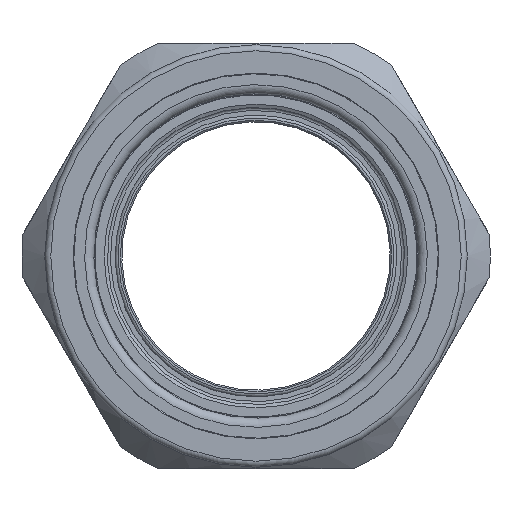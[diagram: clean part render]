
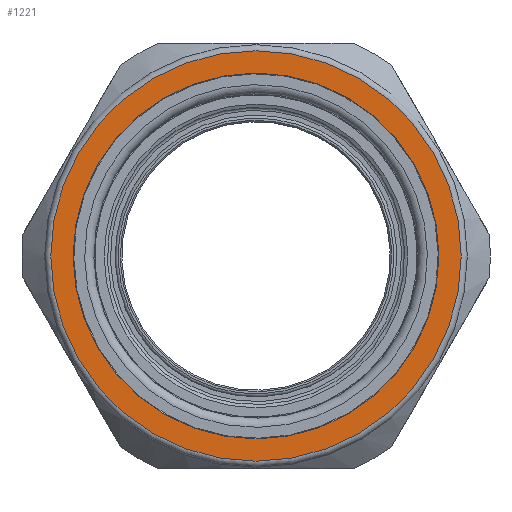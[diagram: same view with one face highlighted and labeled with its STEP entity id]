
A CAD part, left-side view. The second image highlights one B-rep face of the part: STEP entity #1221.
In plain terms, the highlighted planar face has unit normal (-1, 0, 0).
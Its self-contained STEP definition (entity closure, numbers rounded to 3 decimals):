
#111 = EDGE_LOOP ( 'NONE', ( #2762 ) ) ;
#180 = FACE_OUTER_BOUND ( 'NONE', #1003, .T. ) ;
#213 = DIRECTION ( 'NONE',  ( 0., 0., -1. ) ) ;
#347 = CIRCLE ( 'NONE', #2598, 33.8 ) ;
#442 = EDGE_CURVE ( 'NONE', #2854, #2854, #2249, .T. ) ;
#462 = CARTESIAN_POINT ( 'NONE',  ( -48.65, 0., -33.8 ) ) ;
#857 = DIRECTION ( 'NONE',  ( 1., 0., 0. ) ) ;
#876 = DIRECTION ( 'NONE',  ( 1., 0., 0. ) ) ;
#927 = AXIS2_PLACEMENT_3D ( 'NONE', #1017, #857, #2600 ) ;
#1003 = EDGE_LOOP ( 'NONE', ( #2474 ) ) ;
#1017 = CARTESIAN_POINT ( 'NONE',  ( -48.65, 0., 0. ) ) ;
#1150 = CARTESIAN_POINT ( 'NONE',  ( -48.65, 0., -30.125 ) ) ;
#1221 = ADVANCED_FACE ( 'NONE', ( #2228, #180 ), #1918, .F. ) ;
#1341 = VERTEX_POINT ( 'NONE', #462 ) ;
#1698 = CARTESIAN_POINT ( 'NONE',  ( -48.65, 0., 0. ) ) ;
#1881 = DIRECTION ( 'NONE',  ( 0., 0., -1. ) ) ;
#1909 = DIRECTION ( 'NONE',  ( -1., 0., 0. ) ) ;
#1918 = PLANE ( 'NONE',  #927 ) ;
#2228 = FACE_BOUND ( 'NONE', #111, .T. ) ;
#2249 = CIRCLE ( 'NONE', #2313, 30.125 ) ;
#2313 = AXIS2_PLACEMENT_3D ( 'NONE', #2876, #876, #213 ) ;
#2474 = ORIENTED_EDGE ( 'NONE', *, *, #2560, .T. ) ;
#2560 = EDGE_CURVE ( 'NONE', #1341, #1341, #347, .T. ) ;
#2598 = AXIS2_PLACEMENT_3D ( 'NONE', #1698, #1909, #1881 ) ;
#2600 = DIRECTION ( 'NONE',  ( 0., 0., -1. ) ) ;
#2762 = ORIENTED_EDGE ( 'NONE', *, *, #442, .T. ) ;
#2854 = VERTEX_POINT ( 'NONE', #1150 ) ;
#2876 = CARTESIAN_POINT ( 'NONE',  ( -48.65, 0., 0. ) ) ;
